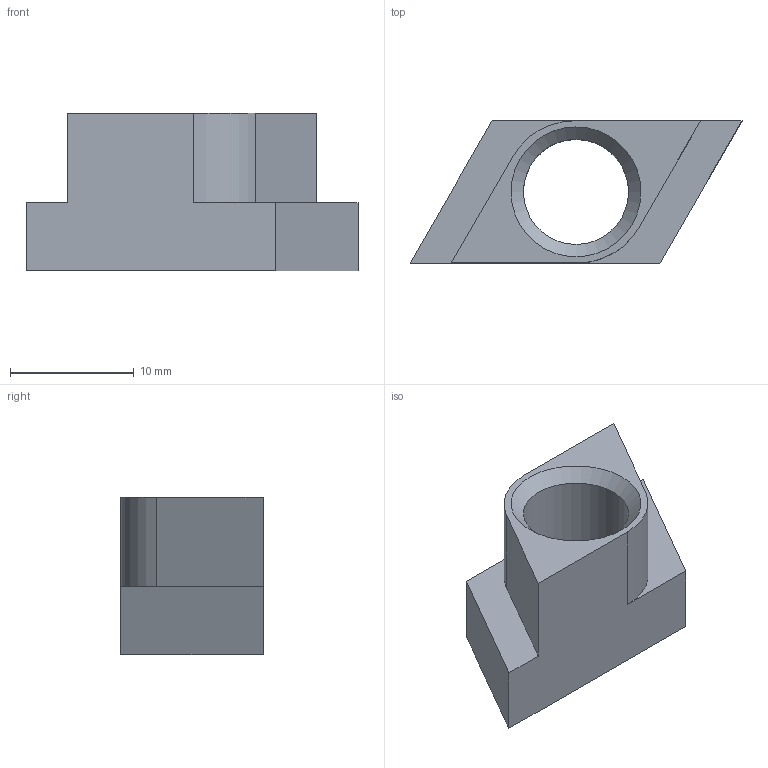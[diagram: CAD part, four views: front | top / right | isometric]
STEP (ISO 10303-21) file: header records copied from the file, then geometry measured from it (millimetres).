
FILE_DESCRIPTION( ( 'Unknown' ), '1' );
FILE_NAME( 'PT38-1210.stp', 'Unknown', ( 'Unknown' ), ( 'Unknown' ), 'XStep 1.0', 'Unknown', ' ' );
FILE_SCHEMA( ( 'CONFIG_CONTROL_DESIGN' ) );
Length unit declared in the file: millimetre
Products named in the file (1): 1
Bounding box: 26.85 x 11.5 x 12.7 mm (x, y, z)
Volume: 1621.7 mm3; surface area: 1406.9 mm2
Topology: 1 solids, 1 shells, 15 faces, 37 edges, 24 vertices
Faces by surface type: plane 10, cylinder 3, cone 2
Full cylindrical faces by diameter (mm): 8.5 x1
Entity records: 476 total; most frequent: CARTESIAN_POINT 74, DIRECTION 74, ORIENTED_EDGE 68, EDGE_CURVE 34, LINE 26, VECTOR 26, AXIS2_PLACEMENT_3D 24, VERTEX_POINT 24
